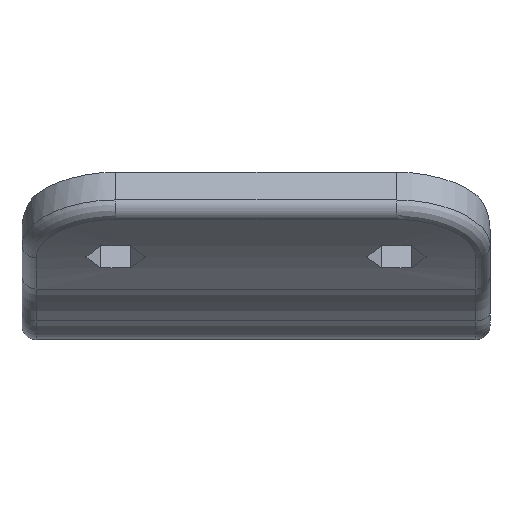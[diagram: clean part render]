
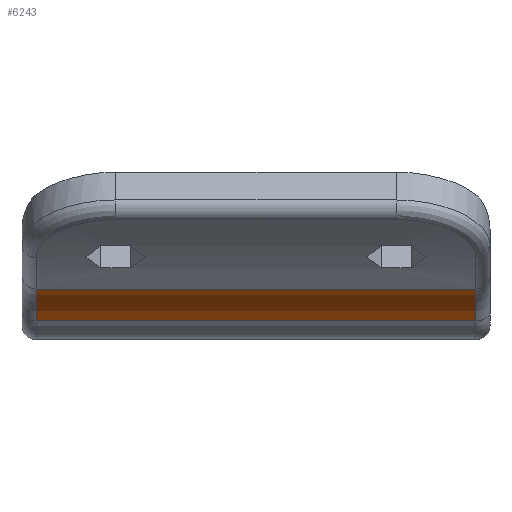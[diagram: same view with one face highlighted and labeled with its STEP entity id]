
A CAD part, left-side view. The second image highlights one B-rep face of the part: STEP entity #6243.
In plain terms, the highlighted cylindrical face has radius 10 mm (diameter 20 mm), a partial arc.
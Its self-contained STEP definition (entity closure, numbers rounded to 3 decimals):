
#80 = EDGE_CURVE ( 'NONE', #184, #6516, #4220, .T. ) ;
#184 = VERTEX_POINT ( 'NONE', #10080 ) ;
#196 = ORIENTED_EDGE ( 'NONE', *, *, #1494, .T. ) ;
#858 = FACE_OUTER_BOUND ( 'NONE', #10089, .T. ) ;
#1494 = EDGE_CURVE ( 'NONE', #6516, #4057, #4293, .T. ) ;
#1721 = CYLINDRICAL_SURFACE ( 'NONE', #4677, 10. ) ;
#1753 = LINE ( 'NONE', #10006, #6680 ) ;
#1905 = CARTESIAN_POINT ( 'NONE',  ( -26.164, -23.5, -87.993 ) ) ;
#2157 = CARTESIAN_POINT ( 'NONE',  ( -26.164, 23.5, -87.993 ) ) ;
#2592 = CARTESIAN_POINT ( 'NONE',  ( -34.174, -25., -93.979 ) ) ;
#2764 = EDGE_CURVE ( 'NONE', #184, #10085, #1753, .T. ) ;
#3425 = DIRECTION ( 'NONE',  ( 0., 0., -1. ) ) ;
#3690 = AXIS2_PLACEMENT_3D ( 'NONE', #10576, #9747, #3977 ) ;
#3718 = DIRECTION ( 'NONE',  ( 0., 0., -1. ) ) ;
#3977 = DIRECTION ( 'NONE',  ( 0., 0., -1. ) ) ;
#4057 = VERTEX_POINT ( 'NONE', #1905 ) ;
#4220 = CIRCLE ( 'NONE', #3690, 10. ) ;
#4293 = LINE ( 'NONE', #8267, #7876 ) ;
#4677 = AXIS2_PLACEMENT_3D ( 'NONE', #2592, #10028, #3425 ) ;
#5128 = EDGE_CURVE ( 'NONE', #4057, #10085, #7615, .T. ) ;
#5482 = ORIENTED_EDGE ( 'NONE', *, *, #80, .T. ) ;
#6243 = ADVANCED_FACE ( 'NONE', ( #858 ), #1721, .F. ) ;
#6390 = ORIENTED_EDGE ( 'NONE', *, *, #5128, .T. ) ;
#6516 = VERTEX_POINT ( 'NONE', #2157 ) ;
#6680 = VECTOR ( 'NONE', #7546, 1000. ) ;
#7044 = CARTESIAN_POINT ( 'NONE',  ( -34.174, -23.5, -93.979 ) ) ;
#7460 = DIRECTION ( 'NONE',  ( 0., -1., 0. ) ) ;
#7546 = DIRECTION ( 'NONE',  ( 0., -1., 0. ) ) ;
#7615 = CIRCLE ( 'NONE', #8831, 10. ) ;
#7876 = VECTOR ( 'NONE', #7460, 1000. ) ;
#8267 = CARTESIAN_POINT ( 'NONE',  ( -26.164, -25., -87.993 ) ) ;
#8507 = DIRECTION ( 'NONE',  ( 0., -1., 0. ) ) ;
#8572 = ORIENTED_EDGE ( 'NONE', *, *, #2764, .F. ) ;
#8831 = AXIS2_PLACEMENT_3D ( 'NONE', #7044, #8507, #3718 ) ;
#9328 = CARTESIAN_POINT ( 'NONE',  ( -30.757, -23.5, -84.581 ) ) ;
#9747 = DIRECTION ( 'NONE',  ( 0., 1., 0. ) ) ;
#10006 = CARTESIAN_POINT ( 'NONE',  ( -30.757, -25., -84.581 ) ) ;
#10028 = DIRECTION ( 'NONE',  ( 0., -1., 0. ) ) ;
#10080 = CARTESIAN_POINT ( 'NONE',  ( -30.757, 23.5, -84.581 ) ) ;
#10085 = VERTEX_POINT ( 'NONE', #9328 ) ;
#10089 = EDGE_LOOP ( 'NONE', ( #8572, #5482, #196, #6390 ) ) ;
#10576 = CARTESIAN_POINT ( 'NONE',  ( -34.174, 23.5, -93.979 ) ) ;
